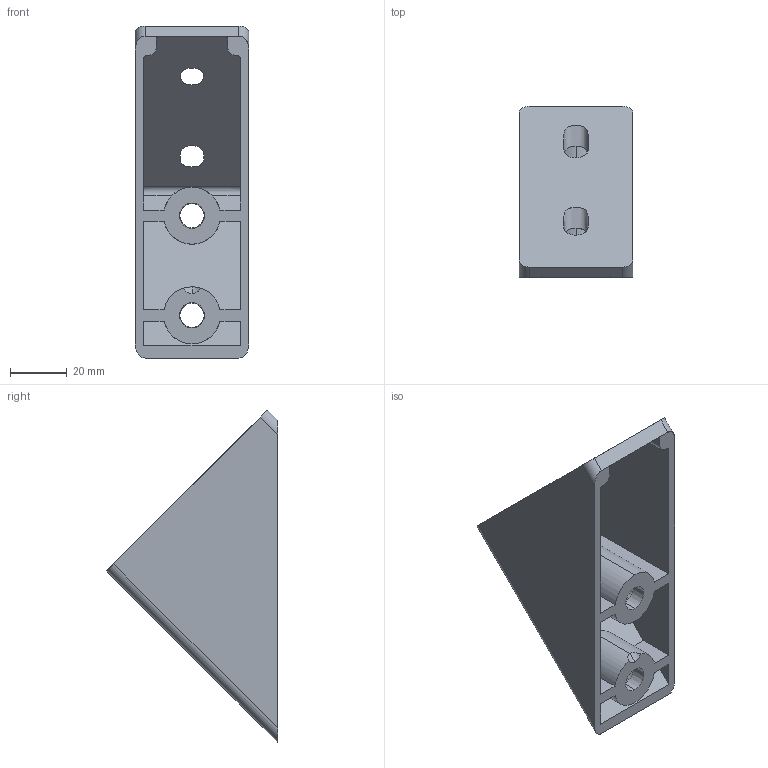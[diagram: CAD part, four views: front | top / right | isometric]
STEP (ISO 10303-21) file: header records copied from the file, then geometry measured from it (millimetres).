
FILE_DESCRIPTION(('HOOPS Exchange Step'),'2;1');
FILE_NAME('export-525051E2-7C5D-4775-AD16-7108B7BBF514.stp','2020-09-30T17:19:21+02:00',('Engineering'),('Alibre'),'HOOPS Exchange 2020.0','Alibre','Unknown authorisation');
FILE_SCHEMA( ('AP242_MANAGED_MODEL_BASED_3D_ENGINEERING_MIM_LF {1 0 10303 442 1 1 4 }') );
Length unit declared in the file: millimetre
Products named in the file (1): 5335 Angle connector 45 degree 40x80 (nut 8)
Bounding box: 40 x 60.1 x 116.67 mm (x, y, z)
Volume: 50462.9 mm3; surface area: 32094.1 mm2
Topology: 1 solids, 1 shells, 71 faces, 221 edges, 150 vertices
Faces by surface type: plane 36, cylinder 25, cone 8, bspline 2
Entity records: 8208 total; most frequent: CARTESIAN_POINT 6256, ORIENTED_EDGE 430, DIRECTION 372, EDGE_CURVE 215, VERTEX_POINT 148, AXIS2_PLACEMENT_3D 131, VECTOR 110, LINE 110
